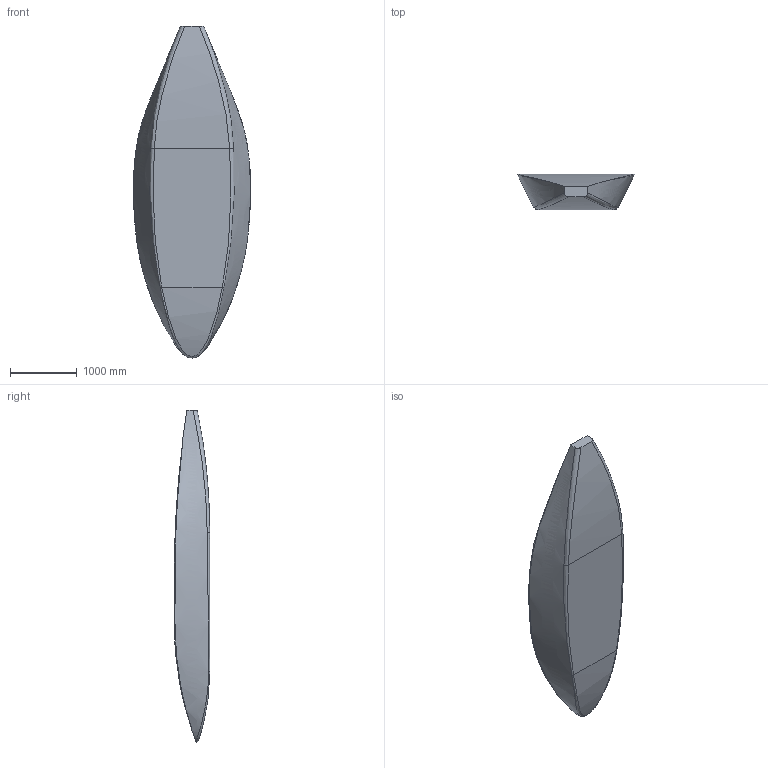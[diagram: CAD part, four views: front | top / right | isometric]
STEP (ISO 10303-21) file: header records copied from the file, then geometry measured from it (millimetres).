
FILE_DESCRIPTION (( 'STEP AP203' ), '1' );
FILE_NAME ('V3 Bottom Mold 7.STEP', '2023-01-25T01:10:43', ( '' ), ( '' ), 'SwSTEP 2.0', 'SolidWorks 2021', '' );
FILE_SCHEMA (( 'CONFIG_CONTROL_DESIGN' ));
Length unit declared in the file: inch
Products named in the file (1): V3 Bottom Mold 7
Bounding box: 1763.64 x 533.4 x 4989.83 mm (x, y, z)
Volume: 2603523956.8 mm3; surface area: 15852460.9 mm2
Topology: 1 solids, 1 shells, 20 faces, 103 edges, 138 vertices
Faces by surface type: bspline 13, cylinder 4, plane 3
Entity records: 7426 total; most frequent: CARTESIAN_POINT 6861, ORIENTED_EDGE 100, B_SPLINE_CURVE_WITH_KNOTS 66, DIRECTION 64, EDGE_CURVE 50, VERTEX_POINT 32, TRIMMED_CURVE 24, AXIS2_PLACEMENT_3D 22
